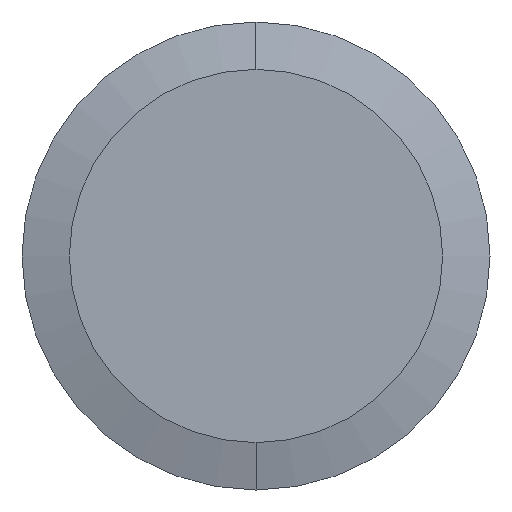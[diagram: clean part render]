
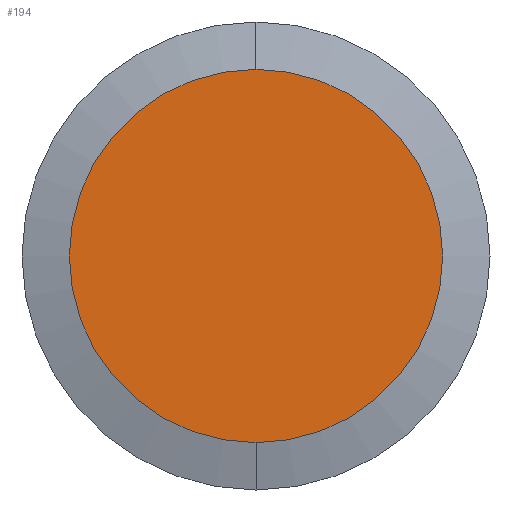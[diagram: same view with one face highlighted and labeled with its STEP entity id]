
A CAD part, left-side view. The second image highlights one B-rep face of the part: STEP entity #194.
In plain terms, the highlighted planar face has unit normal (-1, 0, 0).
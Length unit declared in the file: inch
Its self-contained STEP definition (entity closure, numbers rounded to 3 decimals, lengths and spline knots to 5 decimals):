
#14 = DIRECTION ( 'NONE',  ( 0., 0., -1. ) ) ;
#32 = VERTEX_POINT ( 'NONE', #223 ) ;
#63 = ORIENTED_EDGE ( 'NONE', *, *, #117, .T. ) ;
#66 = DIRECTION ( 'NONE',  ( 0., 0., 1. ) ) ;
#86 = AXIS2_PLACEMENT_3D ( 'NONE', #173, #203, #149 ) ;
#94 = CARTESIAN_POINT ( 'NONE',  ( 0., 0., 0. ) ) ;
#109 = AXIS2_PLACEMENT_3D ( 'NONE', #176, #348, #14 ) ;
#117 = EDGE_CURVE ( 'NONE', #301, #32, #182, .T. ) ;
#124 = CARTESIAN_POINT ( 'NONE',  ( 0., 0., -1.17644 ) ) ;
#139 = EDGE_LOOP ( 'NONE', ( #63, #221 ) ) ;
#143 = CIRCLE ( 'NONE', #245, 1.17644 ) ;
#149 = DIRECTION ( 'NONE',  ( 0., 0., 1. ) ) ;
#173 = CARTESIAN_POINT ( 'NONE',  ( 0., 0., 0. ) ) ;
#176 = CARTESIAN_POINT ( 'NONE',  ( 0., 0., 0. ) ) ;
#182 = CIRCLE ( 'NONE', #86, 1.17644 ) ;
#194 = ADVANCED_FACE ( 'NONE', ( #198 ), #309, .F. ) ;
#198 = FACE_OUTER_BOUND ( 'NONE', #139, .T. ) ;
#203 = DIRECTION ( 'NONE',  ( -1., 0., 0. ) ) ;
#221 = ORIENTED_EDGE ( 'NONE', *, *, #303, .T. ) ;
#223 = CARTESIAN_POINT ( 'NONE',  ( 0., 0., 1.17644 ) ) ;
#245 = AXIS2_PLACEMENT_3D ( 'NONE', #94, #310, #66 ) ;
#301 = VERTEX_POINT ( 'NONE', #124 ) ;
#303 = EDGE_CURVE ( 'NONE', #32, #301, #143, .T. ) ;
#309 = PLANE ( 'NONE',  #109 ) ;
#310 = DIRECTION ( 'NONE',  ( -1., 0., 0. ) ) ;
#348 = DIRECTION ( 'NONE',  ( 1., 0., 0. ) ) ;
